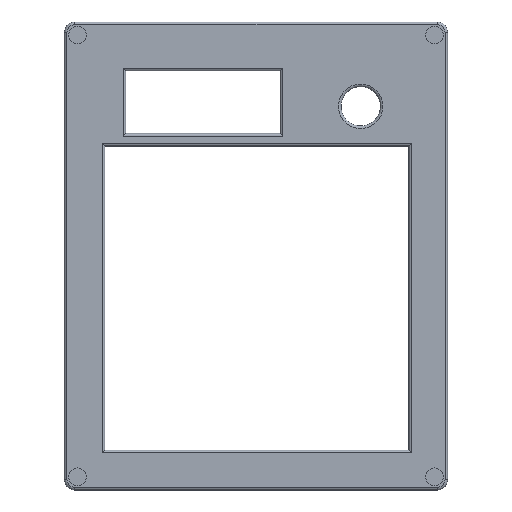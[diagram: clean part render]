
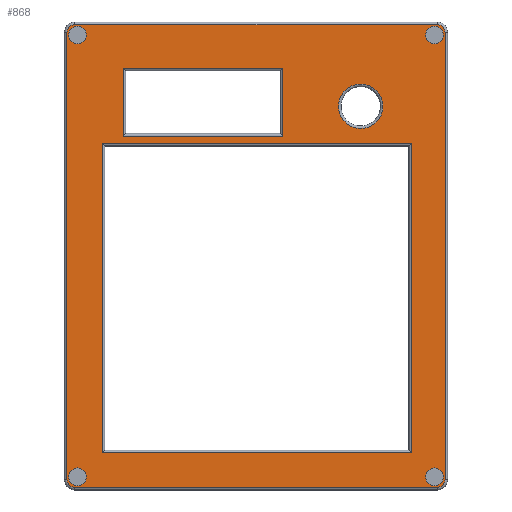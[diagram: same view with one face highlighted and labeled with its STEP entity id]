
A CAD part, top view. The second image highlights one B-rep face of the part: STEP entity #868.
In plain terms, the highlighted planar face has unit normal (0, 0, 1).
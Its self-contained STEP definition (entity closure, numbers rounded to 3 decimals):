
#62=FACE_BOUND('',#309,.T.);
#63=FACE_BOUND('',#310,.T.);
#64=FACE_BOUND('',#311,.T.);
#65=FACE_BOUND('',#312,.T.);
#66=FACE_BOUND('',#313,.T.);
#67=FACE_BOUND('',#314,.T.);
#68=FACE_BOUND('',#315,.T.);
#77=LINE('',#1356,#150);
#78=LINE('',#1360,#151);
#79=LINE('',#1364,#152);
#80=LINE('',#1367,#153);
#81=LINE('',#1370,#154);
#82=LINE('',#1372,#155);
#83=LINE('',#1374,#156);
#84=LINE('',#1375,#157);
#85=LINE('',#1378,#158);
#86=LINE('',#1380,#159);
#87=LINE('',#1382,#160);
#88=LINE('',#1383,#161);
#150=VECTOR('',#1068,10.);
#151=VECTOR('',#1071,10.);
#152=VECTOR('',#1074,10.);
#153=VECTOR('',#1077,10.);
#154=VECTOR('',#1078,10.);
#155=VECTOR('',#1079,10.);
#156=VECTOR('',#1080,10.);
#157=VECTOR('',#1081,10.);
#158=VECTOR('',#1082,10.);
#159=VECTOR('',#1083,10.);
#160=VECTOR('',#1084,10.);
#161=VECTOR('',#1085,10.);
#223=PLANE('',#948);
#251=FACE_OUTER_BOUND('',#308,.T.);
#308=EDGE_LOOP('',(#623,#624,#625,#626,#627,#628,#629,#630));
#309=EDGE_LOOP('',(#631,#632,#633,#634));
#310=EDGE_LOOP('',(#635,#636,#637,#638));
#311=EDGE_LOOP('',(#639));
#312=EDGE_LOOP('',(#640));
#313=EDGE_LOOP('',(#641));
#314=EDGE_LOOP('',(#642));
#315=EDGE_LOOP('',(#643));
#379=CIRCLE('',#944,4.25);
#383=CIRCLE('',#949,1.5);
#384=CIRCLE('',#950,1.5);
#385=CIRCLE('',#951,1.5);
#386=CIRCLE('',#952,1.5);
#387=CIRCLE('',#953,1.7);
#388=CIRCLE('',#954,1.7);
#389=CIRCLE('',#955,1.7);
#390=CIRCLE('',#956,1.7);
#420=VERTEX_POINT('',#1344);
#423=VERTEX_POINT('',#1352);
#424=VERTEX_POINT('',#1353);
#425=VERTEX_POINT('',#1355);
#426=VERTEX_POINT('',#1357);
#427=VERTEX_POINT('',#1359);
#428=VERTEX_POINT('',#1361);
#429=VERTEX_POINT('',#1363);
#430=VERTEX_POINT('',#1365);
#431=VERTEX_POINT('',#1368);
#432=VERTEX_POINT('',#1369);
#433=VERTEX_POINT('',#1371);
#434=VERTEX_POINT('',#1373);
#435=VERTEX_POINT('',#1376);
#436=VERTEX_POINT('',#1377);
#437=VERTEX_POINT('',#1379);
#438=VERTEX_POINT('',#1381);
#439=VERTEX_POINT('',#1384);
#440=VERTEX_POINT('',#1386);
#441=VERTEX_POINT('',#1388);
#442=VERTEX_POINT('',#1390);
#496=EDGE_CURVE('',#420,#420,#379,.T.);
#500=EDGE_CURVE('',#423,#424,#383,.T.);
#501=EDGE_CURVE('',#425,#423,#77,.T.);
#502=EDGE_CURVE('',#426,#425,#384,.T.);
#503=EDGE_CURVE('',#427,#426,#78,.T.);
#504=EDGE_CURVE('',#428,#427,#385,.T.);
#505=EDGE_CURVE('',#429,#428,#79,.T.);
#506=EDGE_CURVE('',#430,#429,#386,.T.);
#507=EDGE_CURVE('',#424,#430,#80,.T.);
#508=EDGE_CURVE('',#431,#432,#81,.T.);
#509=EDGE_CURVE('',#433,#431,#82,.T.);
#510=EDGE_CURVE('',#434,#433,#83,.T.);
#511=EDGE_CURVE('',#432,#434,#84,.T.);
#512=EDGE_CURVE('',#435,#436,#85,.T.);
#513=EDGE_CURVE('',#437,#435,#86,.T.);
#514=EDGE_CURVE('',#438,#437,#87,.T.);
#515=EDGE_CURVE('',#436,#438,#88,.T.);
#516=EDGE_CURVE('',#439,#439,#387,.T.);
#517=EDGE_CURVE('',#440,#440,#388,.T.);
#518=EDGE_CURVE('',#441,#441,#389,.T.);
#519=EDGE_CURVE('',#442,#442,#390,.T.);
#623=ORIENTED_EDGE('',*,*,#500,.F.);
#624=ORIENTED_EDGE('',*,*,#501,.F.);
#625=ORIENTED_EDGE('',*,*,#502,.F.);
#626=ORIENTED_EDGE('',*,*,#503,.F.);
#627=ORIENTED_EDGE('',*,*,#504,.F.);
#628=ORIENTED_EDGE('',*,*,#505,.F.);
#629=ORIENTED_EDGE('',*,*,#506,.F.);
#630=ORIENTED_EDGE('',*,*,#507,.F.);
#631=ORIENTED_EDGE('',*,*,#508,.F.);
#632=ORIENTED_EDGE('',*,*,#509,.F.);
#633=ORIENTED_EDGE('',*,*,#510,.F.);
#634=ORIENTED_EDGE('',*,*,#511,.F.);
#635=ORIENTED_EDGE('',*,*,#512,.F.);
#636=ORIENTED_EDGE('',*,*,#513,.F.);
#637=ORIENTED_EDGE('',*,*,#514,.F.);
#638=ORIENTED_EDGE('',*,*,#515,.F.);
#639=ORIENTED_EDGE('',*,*,#516,.T.);
#640=ORIENTED_EDGE('',*,*,#517,.T.);
#641=ORIENTED_EDGE('',*,*,#518,.T.);
#642=ORIENTED_EDGE('',*,*,#519,.T.);
#643=ORIENTED_EDGE('',*,*,#496,.F.);
#868=ADVANCED_FACE('',(#251,#62,#63,#64,#65,#66,#67,#68),#223,.T.);
#944=AXIS2_PLACEMENT_3D('',#1345,#1056,#1057);
#948=AXIS2_PLACEMENT_3D('',#1351,#1064,#1065);
#949=AXIS2_PLACEMENT_3D('',#1354,#1066,#1067);
#950=AXIS2_PLACEMENT_3D('',#1358,#1069,#1070);
#951=AXIS2_PLACEMENT_3D('',#1362,#1072,#1073);
#952=AXIS2_PLACEMENT_3D('',#1366,#1075,#1076);
#953=AXIS2_PLACEMENT_3D('',#1385,#1086,#1087);
#954=AXIS2_PLACEMENT_3D('',#1387,#1088,#1089);
#955=AXIS2_PLACEMENT_3D('',#1389,#1090,#1091);
#956=AXIS2_PLACEMENT_3D('',#1391,#1092,#1093);
#1056=DIRECTION('center_axis',(0.,0.,1.));
#1057=DIRECTION('ref_axis',(1.,0.,0.));
#1064=DIRECTION('center_axis',(0.,0.,1.));
#1065=DIRECTION('ref_axis',(1.,0.,0.));
#1066=DIRECTION('center_axis',(0.,0.,-1.));
#1067=DIRECTION('ref_axis',(-0.707,-0.707,0.));
#1068=DIRECTION('',(-1.,0.,0.));
#1069=DIRECTION('center_axis',(0.,0.,-1.));
#1070=DIRECTION('ref_axis',(0.707,-0.707,0.));
#1071=DIRECTION('',(0.,-1.,0.));
#1072=DIRECTION('center_axis',(0.,0.,-1.));
#1073=DIRECTION('ref_axis',(0.707,0.707,0.));
#1074=DIRECTION('',(1.,0.,0.));
#1075=DIRECTION('center_axis',(0.,0.,-1.));
#1076=DIRECTION('ref_axis',(-0.707,0.707,0.));
#1077=DIRECTION('',(0.,1.,0.));
#1078=DIRECTION('',(-1.,0.,0.));
#1079=DIRECTION('',(0.,1.,0.));
#1080=DIRECTION('',(1.,0.,0.));
#1081=DIRECTION('',(0.,-1.,0.));
#1082=DIRECTION('',(-1.,0.,0.));
#1083=DIRECTION('',(0.,1.,0.));
#1084=DIRECTION('',(1.,0.,0.));
#1085=DIRECTION('',(0.,-1.,0.));
#1086=DIRECTION('center_axis',(0.,0.,-1.));
#1087=DIRECTION('ref_axis',(1.,0.,0.));
#1088=DIRECTION('center_axis',(0.,0.,-1.));
#1089=DIRECTION('ref_axis',(1.,0.,0.));
#1090=DIRECTION('center_axis',(0.,0.,-1.));
#1091=DIRECTION('ref_axis',(1.,0.,0.));
#1092=DIRECTION('center_axis',(0.,0.,-1.));
#1093=DIRECTION('ref_axis',(1.,0.,0.));
#1344=CARTESIAN_POINT('',(54.655,9.085,1.5));
#1345=CARTESIAN_POINT('Origin',(50.405,9.085,1.5));
#1351=CARTESIAN_POINT('Origin',(30.395,-19.52,1.5));
#1352=CARTESIAN_POINT('',(-4.225,-63.735,1.5));
#1353=CARTESIAN_POINT('',(-5.725,-62.235,1.5));
#1354=CARTESIAN_POINT('Origin',(-4.225,-62.235,1.5));
#1355=CARTESIAN_POINT('',(65.015,-63.735,1.5));
#1356=CARTESIAN_POINT('',(12.085,-63.735,1.5));
#1357=CARTESIAN_POINT('',(66.515,-62.235,1.5));
#1358=CARTESIAN_POINT('Origin',(65.015,-62.235,1.5));
#1359=CARTESIAN_POINT('',(66.515,23.195,1.5));
#1360=CARTESIAN_POINT('',(66.515,-41.878,1.5));
#1361=CARTESIAN_POINT('',(65.015,24.695,1.5));
#1362=CARTESIAN_POINT('Origin',(65.015,23.195,1.5));
#1363=CARTESIAN_POINT('',(-4.225,24.695,1.5));
#1364=CARTESIAN_POINT('',(48.705,24.695,1.5));
#1365=CARTESIAN_POINT('',(-5.725,23.195,1.5));
#1366=CARTESIAN_POINT('Origin',(-4.225,23.195,1.5));
#1367=CARTESIAN_POINT('',(-5.725,2.838,1.5));
#1368=CARTESIAN_POINT('',(35.505,16.395,1.5));
#1369=CARTESIAN_POINT('',(5.005,16.395,1.5));
#1370=CARTESIAN_POINT('',(17.95,16.395,1.5));
#1371=CARTESIAN_POINT('',(35.505,3.395,1.5));
#1372=CARTESIAN_POINT('',(35.505,-1.813,1.5));
#1373=CARTESIAN_POINT('',(5.005,3.395,1.5));
#1374=CARTESIAN_POINT('',(32.7,3.395,1.5));
#1375=CARTESIAN_POINT('',(5.005,-7.813,1.5));
#1376=CARTESIAN_POINT('',(60.125,1.975,1.5));
#1377=CARTESIAN_POINT('',(1.025,1.975,1.5));
#1378=CARTESIAN_POINT('',(15.96,1.975,1.5));
#1379=CARTESIAN_POINT('',(60.125,-57.125,1.5));
#1380=CARTESIAN_POINT('',(60.125,-9.023,1.5));
#1381=CARTESIAN_POINT('',(1.025,-57.125,1.5));
#1382=CARTESIAN_POINT('',(45.01,-57.125,1.5));
#1383=CARTESIAN_POINT('',(1.025,-38.072,1.5));
#1384=CARTESIAN_POINT('',(62.815,-61.735,1.5));
#1385=CARTESIAN_POINT('Origin',(64.515,-61.735,1.5));
#1386=CARTESIAN_POINT('',(62.815,22.695,1.5));
#1387=CARTESIAN_POINT('Origin',(64.515,22.695,1.5));
#1388=CARTESIAN_POINT('',(-5.425,-61.735,1.5));
#1389=CARTESIAN_POINT('Origin',(-3.725,-61.735,1.5));
#1390=CARTESIAN_POINT('',(-5.425,22.695,1.5));
#1391=CARTESIAN_POINT('Origin',(-3.725,22.695,1.5));
